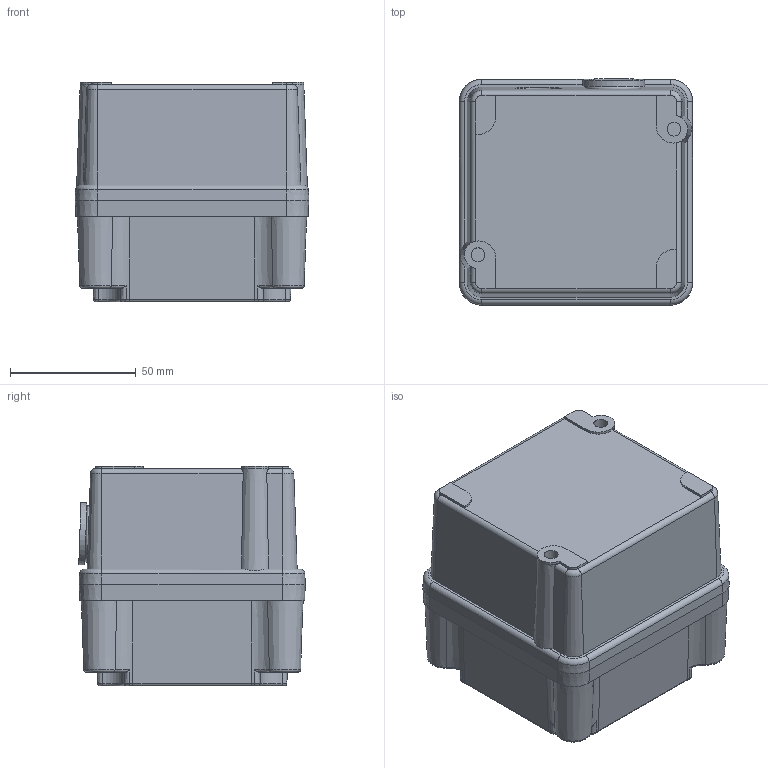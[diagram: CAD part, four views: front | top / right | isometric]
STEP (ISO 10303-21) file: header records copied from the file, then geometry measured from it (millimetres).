
FILE_DESCRIPTION((''),'2;1');
FILE_NAME('209A13.stp','2007-11-14T16:19:03',('Philipp'),(''),'Autodesk Inventor 2008','Autodesk Inventor 2008','');
FILE_SCHEMA(('AUTOMOTIVE_DESIGN { 1 0 10303 214 1 1 1 1 }'));
Length unit declared in the file: millimetre
Products named in the file (8): 209A13; enclosure_back; enclosure_front; ISO 7045 Z M4 x 5 - 4.8 - Z; DIN 125-1 B B 4; ISO 7045 H M3.5 x 25 - 4.8 - H; M20; washer
Assembly tree (12 placements, depth 2):
  209A13
    enclosure_back
    enclosure_front
    ISO 7045 Z M4 x 5 - 4.8 - Z  x2
    DIN 125-1 B B 4  x2
    ISO 7045 H M3.5 x 25 - 4.8 - H  x4
    M20
    washer
Bounding box: 93 x 90.13 x 87.5 mm (x, y, z)
Volume: 247643.7 mm3; surface area: 90984.2 mm2
Topology: 12 solids, 12 shells, 461 faces, 1155 edges, 740 vertices
Faces by surface type: plane 168, cone 116, cylinder 66, torus 63, bspline 42, sphere 6
Full cylindrical faces by diameter (mm): 3.175 x4, 3.5 x8, 3.621 x2, 4 x2, 4.3 x2, 9 x2, 19 x2, 22 x1, 24.75 x1
Entity records: 11851 total; most frequent: CARTESIAN_POINT 4235, ORIENTED_EDGE 1524, DIRECTION 1516, EDGE_CURVE 762, AXIS2_PLACEMENT_3D 627, VERTEX_POINT 511, EDGE_LOOP 405, FACE_OUTER_BOUND 324
